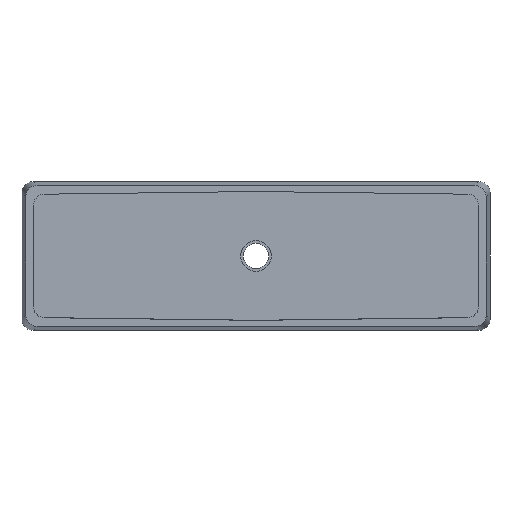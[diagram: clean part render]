
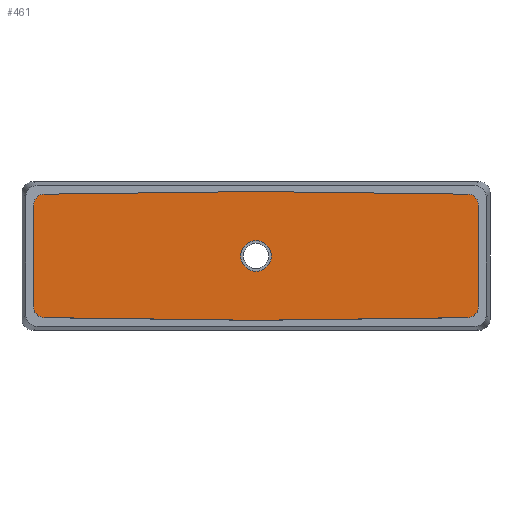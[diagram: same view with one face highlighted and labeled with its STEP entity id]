
A CAD part, top view. The second image highlights one B-rep face of the part: STEP entity #461.
In plain terms, the highlighted planar face has unit normal (0, 0, 1).
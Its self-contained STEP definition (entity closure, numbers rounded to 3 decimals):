
#17=FACE_BOUND('',#80,.T.);
#35=PLANE('',#525);
#51=FACE_OUTER_BOUND('',#79,.T.);
#79=EDGE_LOOP('',(#368,#369,#370,#371,#372,#373,#374,#375,#376,#377,#378,
#379));
#80=EDGE_LOOP('',(#380));
#114=LINE('',#766,#156);
#116=LINE('',#771,#158);
#120=LINE('',#778,#162);
#122=LINE('',#783,#164);
#125=LINE('',#789,#167);
#129=LINE('',#796,#171);
#156=VECTOR('',#612,1000.);
#158=VECTOR('',#616,1000.);
#162=VECTOR('',#622,1000.);
#164=VECTOR('',#626,1000.);
#167=VECTOR('',#631,1000.);
#171=VECTOR('',#637,1000.);
#184=CIRCLE('',#502,5.5);
#191=CIRCLE('',#526,4.);
#192=CIRCLE('',#527,4.);
#193=CIRCLE('',#528,4.);
#194=CIRCLE('',#529,4.);
#195=CIRCLE('',#530,4.);
#196=CIRCLE('',#531,4.);
#200=VERTEX_POINT('',#701);
#229=VERTEX_POINT('',#763);
#230=VERTEX_POINT('',#765);
#231=VERTEX_POINT('',#769);
#232=VERTEX_POINT('',#770);
#233=VERTEX_POINT('',#775);
#234=VERTEX_POINT('',#777);
#235=VERTEX_POINT('',#781);
#236=VERTEX_POINT('',#782);
#237=VERTEX_POINT('',#787);
#238=VERTEX_POINT('',#788);
#239=VERTEX_POINT('',#793);
#240=VERTEX_POINT('',#795);
#246=EDGE_CURVE('',#200,#200,#184,.T.);
#276=EDGE_CURVE('',#230,#229,#114,.T.);
#278=EDGE_CURVE('',#231,#232,#116,.T.);
#282=EDGE_CURVE('',#234,#233,#120,.T.);
#284=EDGE_CURVE('',#235,#236,#122,.T.);
#287=EDGE_CURVE('',#237,#238,#125,.T.);
#291=EDGE_CURVE('',#240,#239,#129,.T.);
#293=EDGE_CURVE('',#239,#237,#191,.T.);
#294=EDGE_CURVE('',#238,#235,#192,.T.);
#295=EDGE_CURVE('',#236,#234,#193,.T.);
#296=EDGE_CURVE('',#233,#231,#194,.T.);
#297=EDGE_CURVE('',#232,#230,#195,.T.);
#298=EDGE_CURVE('',#229,#240,#196,.T.);
#368=ORIENTED_EDGE('',*,*,#291,.T.);
#369=ORIENTED_EDGE('',*,*,#293,.T.);
#370=ORIENTED_EDGE('',*,*,#287,.T.);
#371=ORIENTED_EDGE('',*,*,#294,.T.);
#372=ORIENTED_EDGE('',*,*,#284,.T.);
#373=ORIENTED_EDGE('',*,*,#295,.T.);
#374=ORIENTED_EDGE('',*,*,#282,.T.);
#375=ORIENTED_EDGE('',*,*,#296,.T.);
#376=ORIENTED_EDGE('',*,*,#278,.T.);
#377=ORIENTED_EDGE('',*,*,#297,.T.);
#378=ORIENTED_EDGE('',*,*,#276,.T.);
#379=ORIENTED_EDGE('',*,*,#298,.T.);
#380=ORIENTED_EDGE('',*,*,#246,.F.);
#461=ADVANCED_FACE('',(#51,#17),#35,.F.);
#502=AXIS2_PLACEMENT_3D('',#703,#561,#562);
#525=AXIS2_PLACEMENT_3D('',#798,#639,#640);
#526=AXIS2_PLACEMENT_3D('',#799,#641,#642);
#527=AXIS2_PLACEMENT_3D('',#800,#643,#644);
#528=AXIS2_PLACEMENT_3D('',#801,#645,#646);
#529=AXIS2_PLACEMENT_3D('',#802,#647,#648);
#530=AXIS2_PLACEMENT_3D('',#803,#649,#650);
#531=AXIS2_PLACEMENT_3D('',#804,#651,#652);
#561=DIRECTION('center_axis',(0.,0.,1.));
#562=DIRECTION('ref_axis',(1.,0.,0.));
#612=DIRECTION('',(0.,-1.,0.));
#616=DIRECTION('',(-1.,-0.013,0.));
#622=DIRECTION('',(-1.,0.013,0.));
#626=DIRECTION('',(0.,1.,0.));
#631=DIRECTION('',(1.,0.013,0.));
#637=DIRECTION('',(1.,-0.013,0.));
#639=DIRECTION('center_axis',(0.,0.,-1.));
#640=DIRECTION('ref_axis',(-1.,0.,0.));
#641=DIRECTION('center_axis',(0.,0.,1.));
#642=DIRECTION('ref_axis',(-1.,0.,0.));
#643=DIRECTION('center_axis',(0.,0.,1.));
#644=DIRECTION('ref_axis',(-1.,0.,0.));
#645=DIRECTION('center_axis',(0.,0.,1.));
#646=DIRECTION('ref_axis',(-1.,0.,0.));
#647=DIRECTION('center_axis',(0.,0.,1.));
#648=DIRECTION('ref_axis',(-1.,0.,0.));
#649=DIRECTION('center_axis',(0.,0.,1.));
#650=DIRECTION('ref_axis',(-1.,0.,0.));
#651=DIRECTION('center_axis',(0.,0.,1.));
#652=DIRECTION('ref_axis',(-1.,0.,0.));
#701=CARTESIAN_POINT('',(79.5,28.,0.));
#703=CARTESIAN_POINT('Origin',(85.,28.,0.));
#763=CARTESIAN_POINT('',(5.5,9.95,0.));
#765=CARTESIAN_POINT('',(5.5,46.05,0.));
#766=CARTESIAN_POINT('',(5.5,6.,0.));
#769=CARTESIAN_POINT('',(84.95,50.999,0.));
#770=CARTESIAN_POINT('',(9.45,50.05,0.));
#771=CARTESIAN_POINT('',(5.5,50.,0.));
#775=CARTESIAN_POINT('',(85.05,50.999,0.));
#777=CARTESIAN_POINT('',(160.55,50.05,0.));
#778=CARTESIAN_POINT('',(85.,51.,0.));
#781=CARTESIAN_POINT('',(164.5,9.95,0.));
#782=CARTESIAN_POINT('',(164.5,46.05,0.));
#783=CARTESIAN_POINT('',(164.5,50.,0.));
#787=CARTESIAN_POINT('',(85.05,5.001,0.));
#788=CARTESIAN_POINT('',(160.55,5.95,0.));
#789=CARTESIAN_POINT('',(164.5,6.,0.));
#793=CARTESIAN_POINT('',(84.95,5.001,0.));
#795=CARTESIAN_POINT('',(9.45,5.95,0.));
#796=CARTESIAN_POINT('',(85.,5.,0.));
#798=CARTESIAN_POINT('Origin',(0.,0.,0.));
#799=CARTESIAN_POINT('Origin',(85.,9.,0.));
#800=CARTESIAN_POINT('Origin',(160.5,9.95,0.));
#801=CARTESIAN_POINT('Origin',(160.5,46.05,0.));
#802=CARTESIAN_POINT('Origin',(85.,47.,0.));
#803=CARTESIAN_POINT('Origin',(9.5,46.05,0.));
#804=CARTESIAN_POINT('Origin',(9.5,9.95,0.));
